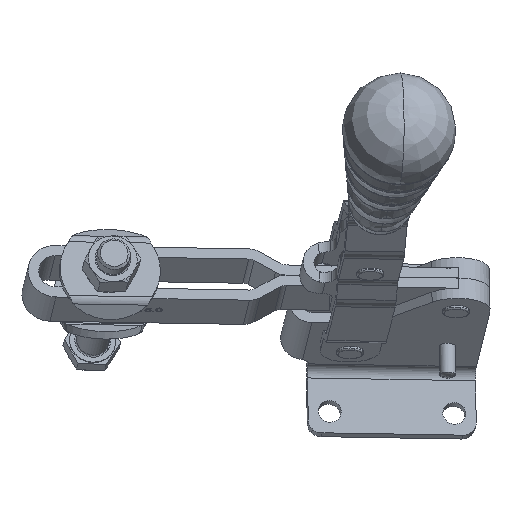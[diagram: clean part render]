
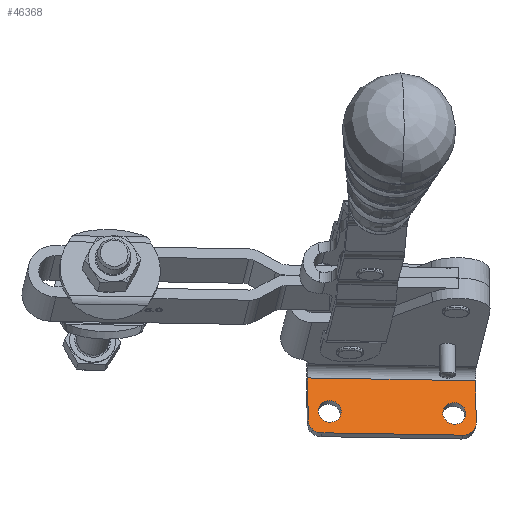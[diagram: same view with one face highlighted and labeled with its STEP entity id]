
A CAD part, top view. The second image highlights one B-rep face of the part: STEP entity #46368.
In plain terms, the highlighted planar face has unit normal (0.088, 0.354, 0.931).
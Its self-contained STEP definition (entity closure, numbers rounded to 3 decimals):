
#5180=CARTESIAN_POINT('',(-50.329,-79.247,56.743));
#5181=VERTEX_POINT('',#5180);
#5190=CARTESIAN_POINT('',(-53.436,-72.415,54.434));
#5191=VERTEX_POINT('',#5190);
#5192=CARTESIAN_POINT('',(-53.369,-76.388,55.94));
#5193=DIRECTION('',(0.088,0.354,0.931));
#5194=DIRECTION('',(-0.715,0.673,-0.189));
#5195=AXIS2_PLACEMENT_3D('',#5192,#5193,#5194);
#5196=CIRCLE('',#5195,4.25);
#5197=EDGE_CURVE('',#5181,#5191,#5196,.T.);
#5199=CARTESIAN_POINT('',(-56.41,-73.529,55.138));
#5200=VERTEX_POINT('',#5199);
#5201=CARTESIAN_POINT('',(-53.369,-76.388,55.94));
#5202=DIRECTION('',(0.088,0.354,0.931));
#5203=DIRECTION('',(-0.715,0.673,-0.189));
#5204=AXIS2_PLACEMENT_3D('',#5201,#5202,#5203);
#5205=CIRCLE('',#5204,4.25);
#5206=EDGE_CURVE('',#5191,#5200,#5205,.T.);
#5240=CARTESIAN_POINT('',(-96.146,-78.492,60.768));
#5241=VERTEX_POINT('',#5240);
#5250=CARTESIAN_POINT('',(-99.253,-71.66,58.459));
#5251=VERTEX_POINT('',#5250);
#5252=CARTESIAN_POINT('',(-99.187,-75.633,59.966));
#5253=DIRECTION('',(0.088,0.354,0.931));
#5254=DIRECTION('',(-0.715,0.673,-0.189));
#5255=AXIS2_PLACEMENT_3D('',#5252,#5253,#5254);
#5256=CIRCLE('',#5255,4.25);
#5257=EDGE_CURVE('',#5241,#5251,#5256,.T.);
#5259=CARTESIAN_POINT('',(-102.227,-72.774,59.164));
#5260=VERTEX_POINT('',#5259);
#5261=CARTESIAN_POINT('',(-99.187,-75.633,59.966));
#5262=DIRECTION('',(0.088,0.354,0.931));
#5263=DIRECTION('',(-0.715,0.673,-0.189));
#5264=AXIS2_PLACEMENT_3D('',#5261,#5262,#5263);
#5265=CIRCLE('',#5264,4.25);
#5266=EDGE_CURVE('',#5251,#5260,#5265,.T.);
#5513=CARTESIAN_POINT('',(-105.585,-82.104,63.032));
#5514=VERTEX_POINT('',#5513);
#5523=CARTESIAN_POINT('',(-107.1,-78.774,61.907));
#5524=VERTEX_POINT('',#5523);
#5525=CARTESIAN_POINT('',(-102.12,-78.856,61.469));
#5526=DIRECTION('',(-0.088,-0.354,-0.931));
#5527=DIRECTION('',(-0.693,-0.649,0.313));
#5528=AXIS2_PLACEMENT_3D('',#5525,#5526,#5527);
#5529=CIRCLE('',#5528,5.);
#5530=EDGE_CURVE('',#5514,#5524,#5529,.T.);
#5555=CARTESIAN_POINT('',(-46.749,-83.073,57.863));
#5556=VERTEX_POINT('',#5555);
#5565=CARTESIAN_POINT('',(-50.247,-84.384,58.691));
#5566=VERTEX_POINT('',#5565);
#5567=CARTESIAN_POINT('',(-50.326,-79.71,56.919));
#5568=DIRECTION('',(-0.088,-0.354,-0.931));
#5569=DIRECTION('',(0.715,-0.673,0.189));
#5570=AXIS2_PLACEMENT_3D('',#5567,#5568,#5569);
#5571=CIRCLE('',#5570,5.);
#5572=EDGE_CURVE('',#5556,#5566,#5571,.T.);
#45440=CARTESIAN_POINT('',(-102.041,-83.531,63.242));
#45441=VERTEX_POINT('',#45440);
#45450=CARTESIAN_POINT('',(-102.041,-83.531,63.242));
#45451=DIRECTION('',(0.996,-0.016,-0.088));
#45452=VECTOR('',#45451,52.);
#45453=LINE('',#45450,#45452);
#45454=EDGE_CURVE('',#45441,#5566,#45453,.T.);
#46050=CARTESIAN_POINT('',(-45.606,-64.366,50.632));
#46051=VERTEX_POINT('',#46050);
#46052=CARTESIAN_POINT('',(-107.359,-63.348,56.058));
#46053=VERTEX_POINT('',#46052);
#46054=CARTESIAN_POINT('',(-45.606,-64.366,50.632));
#46055=DIRECTION('',(-0.996,0.016,0.088));
#46056=VECTOR('',#46055,62.);
#46057=LINE('',#46054,#46056);
#46058=EDGE_CURVE('',#46051,#46053,#46057,.T.);
#46279=CARTESIAN_POINT('',(-45.346,-79.792,56.481));
#46280=VERTEX_POINT('',#46279);
#46293=CARTESIAN_POINT('',(-45.346,-79.792,56.481));
#46294=DIRECTION('',(-0.016,0.935,-0.355));
#46295=VECTOR('',#46294,16.5);
#46296=LINE('',#46293,#46295);
#46297=EDGE_CURVE('',#46280,#46051,#46296,.T.);
#46310=CARTESIAN_POINT('',(-50.326,-79.71,56.919));
#46311=DIRECTION('',(-0.088,-0.354,-0.931));
#46312=DIRECTION('',(0.715,-0.673,0.189));
#46313=AXIS2_PLACEMENT_3D('',#46310,#46311,#46312);
#46314=CIRCLE('',#46313,5.);
#46315=EDGE_CURVE('',#46280,#5556,#46314,.T.);
#46320=CARTESIAN_POINT('',(-76.345,-72.037,56.447));
#46321=DIRECTION('',(0.088,0.354,0.931));
#46322=DIRECTION('',(0.996,-0.016,-0.088));
#46323=AXIS2_PLACEMENT_3D('',#46320,#46321,#46322);
#46324=PLANE('',#46323);
#46325=CARTESIAN_POINT('',(-102.12,-78.856,61.469));
#46326=DIRECTION('',(-0.088,-0.354,-0.931));
#46327=DIRECTION('',(-0.693,-0.649,0.313));
#46328=AXIS2_PLACEMENT_3D('',#46325,#46326,#46327);
#46329=CIRCLE('',#46328,5.);
#46330=EDGE_CURVE('',#45441,#5514,#46329,.T.);
#46331=ORIENTED_EDGE('',*,*,#46330,.F.);
#46332=ORIENTED_EDGE('',*,*,#45454,.T.);
#46333=ORIENTED_EDGE('',*,*,#5572,.F.);
#46334=ORIENTED_EDGE('',*,*,#46315,.F.);
#46335=ORIENTED_EDGE('',*,*,#46297,.T.);
#46336=ORIENTED_EDGE('',*,*,#46058,.T.);
#46337=CARTESIAN_POINT('',(-107.359,-63.348,56.058));
#46338=DIRECTION('',(0.016,-0.935,0.355));
#46339=VECTOR('',#46338,16.5);
#46340=LINE('',#46337,#46339);
#46341=EDGE_CURVE('',#46053,#5524,#46340,.T.);
#46342=ORIENTED_EDGE('',*,*,#46341,.T.);
#46343=ORIENTED_EDGE('',*,*,#5530,.F.);
#46344=EDGE_LOOP('',(#46331,#46332,#46333,#46334,#46335,#46336,#46342,#46343));
#46345=FACE_OUTER_BOUND('',#46344,.T.);
#46346=ORIENTED_EDGE('',*,*,#5206,.F.);
#46347=ORIENTED_EDGE('',*,*,#5197,.F.);
#46348=CARTESIAN_POINT('',(-53.369,-76.388,55.94));
#46349=DIRECTION('',(0.088,0.354,0.931));
#46350=DIRECTION('',(-0.715,0.673,-0.189));
#46351=AXIS2_PLACEMENT_3D('',#46348,#46349,#46350);
#46352=CIRCLE('',#46351,4.25);
#46353=EDGE_CURVE('',#5200,#5181,#46352,.T.);
#46354=ORIENTED_EDGE('',*,*,#46353,.F.);
#46355=EDGE_LOOP('',(#46346,#46347,#46354));
#46356=FACE_BOUND('',#46355,.T.);
#46357=ORIENTED_EDGE('',*,*,#5266,.F.);
#46358=ORIENTED_EDGE('',*,*,#5257,.F.);
#46359=CARTESIAN_POINT('',(-99.187,-75.633,59.966));
#46360=DIRECTION('',(0.088,0.354,0.931));
#46361=DIRECTION('',(-0.715,0.673,-0.189));
#46362=AXIS2_PLACEMENT_3D('',#46359,#46360,#46361);
#46363=CIRCLE('',#46362,4.25);
#46364=EDGE_CURVE('',#5260,#5241,#46363,.T.);
#46365=ORIENTED_EDGE('',*,*,#46364,.F.);
#46366=EDGE_LOOP('',(#46357,#46358,#46365));
#46367=FACE_BOUND('',#46366,.T.);
#46368=ADVANCED_FACE('',(#46345,#46356,#46367),#46324,.T.);
